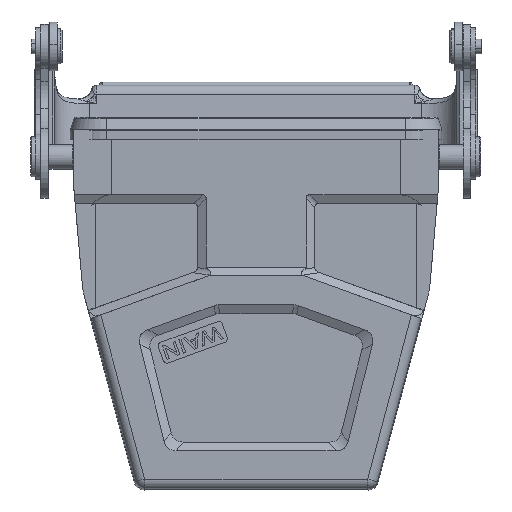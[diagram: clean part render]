
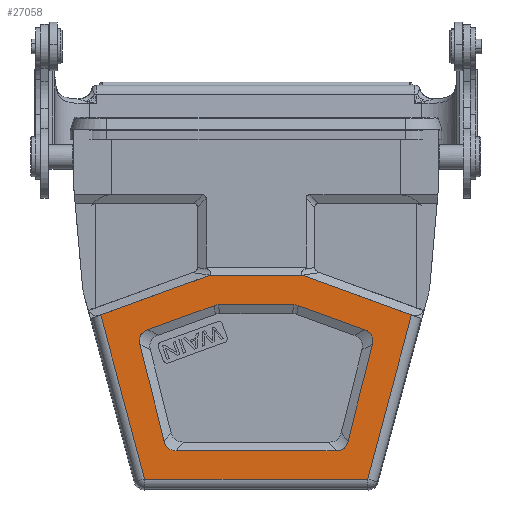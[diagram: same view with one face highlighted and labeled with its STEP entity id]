
A CAD part, front view. The second image highlights one B-rep face of the part: STEP entity #27058.
In plain terms, the highlighted planar face has unit normal (0, -1, 0).
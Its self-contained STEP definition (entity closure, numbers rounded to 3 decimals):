
#4781=DIRECTION('',(0.242,0.,-0.97));
#4782=VECTOR('',#4781,19.974);
#4783=CARTESIAN_POINT('',(-23.224,-22.5,
-42.895));
#4784=LINE('',#4783,#4782);
#4785=CARTESIAN_POINT('',(-15.977,-22.5,-64.151));
#4786=CARTESIAN_POINT('',(-16.241,-22.5,-64.151));
#4787=CARTESIAN_POINT('',(-16.726,-22.5,
-64.094));
#4788=CARTESIAN_POINT('',(-17.322,-22.5,
-63.857));
#4789=CARTESIAN_POINT('',(-17.788,-22.5,
-63.497));
#4790=CARTESIAN_POINT('',(-18.162,-22.5,
-62.984));
#4791=CARTESIAN_POINT('',(-18.335,-22.5,
-62.531));
#4792=CARTESIAN_POINT('',(-18.398,-22.5,
-62.277));
#4794=DIRECTION('',(1.,0.,0.));
#4795=VECTOR('',#4794,31.955);
#4796=CARTESIAN_POINT('',(-15.977,-22.5,-64.151));
#4797=LINE('',#4796,#4795);
#4798=CARTESIAN_POINT('',(15.977,-22.5,-64.151));
#4799=CARTESIAN_POINT('',(16.243,-22.5,-64.151));
#4800=CARTESIAN_POINT('',(16.73,-22.5,
-64.093));
#4801=CARTESIAN_POINT('',(17.327,-22.5,
-63.854));
#4802=CARTESIAN_POINT('',(17.788,-22.5,
-63.496));
#4803=CARTESIAN_POINT('',(18.162,-22.5,
-62.984));
#4804=CARTESIAN_POINT('',(18.335,-22.5,
-62.532));
#4805=CARTESIAN_POINT('',(18.398,-22.5,
-62.277));
#4807=DIRECTION('',(0.242,0.,0.97));
#4808=VECTOR('',#4807,19.974);
#4809=CARTESIAN_POINT('',(18.398,-22.5,
-62.277));
#4810=LINE('',#4809,#4808);
#4811=CARTESIAN_POINT('',(23.224,-22.5,
-42.895));
#4812=CARTESIAN_POINT('',(23.284,-22.5,
-42.656));
#4813=CARTESIAN_POINT('',(23.349,-22.5,
-42.205));
#4814=CARTESIAN_POINT('',(23.294,-22.5,
-41.596));
#4815=CARTESIAN_POINT('',(23.102,-22.5,
-41.085));
#4816=CARTESIAN_POINT('',(22.779,-22.5,
-40.639));
#4817=CARTESIAN_POINT('',(22.297,-22.5,
-40.251));
#4818=CARTESIAN_POINT('',(21.88,-22.5,
-40.052));
#4819=CARTESIAN_POINT('',(21.647,-22.5,
-39.967));
#4821=DIRECTION('',(0.94,0.,-0.342));
#4822=VECTOR('',#4821,14.082);
#4823=CARTESIAN_POINT('',(8.414,-22.5,-35.151));
#4824=LINE('',#4823,#4822);
#4825=CARTESIAN_POINT('',(8.414,-22.5,-35.151));
#4826=CARTESIAN_POINT('',(8.138,-22.5,-35.05));
#4827=CARTESIAN_POINT('',(7.853,-22.5,-35.));
#4828=CARTESIAN_POINT('',(7.559,-22.5,-35.));
#4830=DIRECTION('',(-1.,0.,0.));
#4831=VECTOR('',#4830,15.118);
#4832=CARTESIAN_POINT('',(7.559,-22.5,-35.));
#4833=LINE('',#4832,#4831);
#4834=CARTESIAN_POINT('',(-7.559,-22.5,-35.));
#4835=CARTESIAN_POINT('',(-7.853,-22.5,-35.));
#4836=CARTESIAN_POINT('',(-8.138,-22.5,-35.05));
#4837=CARTESIAN_POINT('',(-8.414,-22.5,-35.151));
#4839=DIRECTION('',(0.94,0.,0.342));
#4840=VECTOR('',#4839,14.082);
#4841=CARTESIAN_POINT('',(-21.647,-22.5,
-39.967));
#4842=LINE('',#4841,#4840);
#4843=CARTESIAN_POINT('',(-21.647,-22.5,
-39.967));
#4844=CARTESIAN_POINT('',(-21.88,-22.5,
-40.052));
#4845=CARTESIAN_POINT('',(-22.296,-22.5,
-40.251));
#4846=CARTESIAN_POINT('',(-22.779,-22.5,
-40.639));
#4847=CARTESIAN_POINT('',(-23.102,-22.5,
-41.085));
#4848=CARTESIAN_POINT('',(-23.294,-22.5,
-41.596));
#4849=CARTESIAN_POINT('',(-23.349,-22.5,
-42.204));
#4850=CARTESIAN_POINT('',(-23.284,-22.5,
-42.656));
#4851=CARTESIAN_POINT('',(-23.224,-22.5,
-42.895));
#4853=DIRECTION('',(0.259,0.,-0.966));
#4854=VECTOR('',#4853,33.969);
#4855=CARTESIAN_POINT('',(-31.065,-22.5,-37.01));
#4856=LINE('',#4855,#4854);
#4857=DIRECTION('',(0.94,0.,0.342));
#4858=VECTOR('',#4857,23.257);
#4859=CARTESIAN_POINT('',(-31.065,-22.5,-37.01));
#4860=LINE('',#4859,#4858);
#4861=DIRECTION('',(1.,0.,0.));
#4862=VECTOR('',#4861,18.42);
#4863=CARTESIAN_POINT('',(-9.21,-22.499,
-29.055));
#4864=LINE('',#4863,#4862);
#4865=DIRECTION('',(0.94,0.,-0.342));
#4866=VECTOR('',#4865,23.257);
#4867=CARTESIAN_POINT('',(9.21,-22.499,
-29.055));
#4868=LINE('',#4867,#4866);
#4869=DIRECTION('',(0.259,0.,0.966));
#4870=VECTOR('',#4869,33.969);
#4871=CARTESIAN_POINT('',(22.273,-22.5,-69.821));
#4872=LINE('',#4871,#4870);
#4873=DIRECTION('',(1.,0.,0.));
#4874=VECTOR('',#4873,44.546);
#4875=CARTESIAN_POINT('',(-22.273,-22.5,-69.821));
#4876=LINE('',#4875,#4874);
#5714=CARTESIAN_POINT('',(-31.065,-22.5,-37.01));
#6327=CARTESIAN_POINT('',(31.065,-22.5,-37.01));
#17514=CARTESIAN_POINT('',(-23.224,-22.5,
-42.895));
#17515=CARTESIAN_POINT('',(-18.398,-22.5,
-62.277));
#17516=VERTEX_POINT('',#17514);
#17517=VERTEX_POINT('',#17515);
#17518=VERTEX_POINT('',#4785);
#17519=VERTEX_POINT('',#4798);
#17520=VERTEX_POINT('',#4805);
#17521=CARTESIAN_POINT('',(23.224,-22.5,
-42.895));
#17522=VERTEX_POINT('',#17521);
#17523=VERTEX_POINT('',#4819);
#17524=CARTESIAN_POINT('',(8.414,-22.5,-35.151));
#17525=VERTEX_POINT('',#17524);
#17526=VERTEX_POINT('',#4828);
#17527=CARTESIAN_POINT('',(-7.559,-22.5,-35.));
#17528=VERTEX_POINT('',#17527);
#17529=VERTEX_POINT('',#4837);
#17530=CARTESIAN_POINT('',(-21.647,-22.5,
-39.967));
#17531=VERTEX_POINT('',#17530);
#17605=CARTESIAN_POINT('',(-9.21,-22.499,
-29.055));
#17606=CARTESIAN_POINT('',(9.21,-22.499,
-29.055));
#17607=VERTEX_POINT('',#17605);
#17608=VERTEX_POINT('',#17606);
#17722=VERTEX_POINT('',#5714);
#17723=CARTESIAN_POINT('',(-22.273,-22.5,-69.821));
#17724=VERTEX_POINT('',#17723);
#17725=CARTESIAN_POINT('',(22.273,-22.5,-69.821));
#17726=VERTEX_POINT('',#17725);
#17727=VERTEX_POINT('',#6327);
#27014=CARTESIAN_POINT('',(0.,-22.5,0.));
#27015=DIRECTION('',(0.,1.,0.));
#27016=DIRECTION('',(1.,0.,0.));
#27017=AXIS2_PLACEMENT_3D('',#27014,#27015,#27016);
#27018=PLANE('',#27017);
#27020=ORIENTED_EDGE('',*,*,#27019,.F.);
#27022=ORIENTED_EDGE('',*,*,#27021,.T.);
#27024=ORIENTED_EDGE('',*,*,#27023,.T.);
#27026=ORIENTED_EDGE('',*,*,#27025,.T.);
#27028=ORIENTED_EDGE('',*,*,#27027,.F.);
#27029=ORIENTED_EDGE('',*,*,#27005,.F.);
#27030=EDGE_LOOP('',(#27020,#27022,#27024,#27026,#27028,#27029));
#27031=FACE_OUTER_BOUND('',#27030,.F.);
#27033=ORIENTED_EDGE('',*,*,#27032,.T.);
#27035=ORIENTED_EDGE('',*,*,#27034,.F.);
#27037=ORIENTED_EDGE('',*,*,#27036,.T.);
#27039=ORIENTED_EDGE('',*,*,#27038,.T.);
#27041=ORIENTED_EDGE('',*,*,#27040,.T.);
#27043=ORIENTED_EDGE('',*,*,#27042,.T.);
#27045=ORIENTED_EDGE('',*,*,#27044,.F.);
#27047=ORIENTED_EDGE('',*,*,#27046,.T.);
#27049=ORIENTED_EDGE('',*,*,#27048,.T.);
#27051=ORIENTED_EDGE('',*,*,#27050,.T.);
#27053=ORIENTED_EDGE('',*,*,#27052,.F.);
#27055=ORIENTED_EDGE('',*,*,#27054,.T.);
#27056=EDGE_LOOP('',(#27033,#27035,#27037,#27039,#27041,#27043,#27045,#27047,
#27049,#27051,#27053,#27055));
#27057=FACE_BOUND('',#27056,.F.);
#27058=ADVANCED_FACE('',(#27031,#27057),#27018,.F.);
#4793=B_SPLINE_CURVE_WITH_KNOTS('',3,(#4785,#4786,#4787,#4788,#4789,#4790,#4791,
#4792),.UNSPECIFIED.,.F.,.F.,(4,1,1,1,1,4),(0.,0.2,0.4,0.6,0.8,1.),
.UNSPECIFIED.);
#4806=B_SPLINE_CURVE_WITH_KNOTS('',3,(#4798,#4799,#4800,#4801,#4802,#4803,#4804,
#4805),.UNSPECIFIED.,.F.,.F.,(4,1,1,1,1,4),(0.,0.2,0.4,0.6,0.8,1.),
.UNSPECIFIED.);
#4820=B_SPLINE_CURVE_WITH_KNOTS('',3,(#4811,#4812,#4813,#4814,#4815,#4816,#4817,
#4818,#4819),.UNSPECIFIED.,.F.,.F.,(4,1,1,1,1,1,4),(0.,0.167,
0.333,0.5,0.667,0.833,1.),
.UNSPECIFIED.);
#4829=B_SPLINE_CURVE_WITH_KNOTS('',3,(#4825,#4826,#4827,#4828),.UNSPECIFIED.,
.F.,.F.,(4,4),(0.,1.),.UNSPECIFIED.);
#4838=B_SPLINE_CURVE_WITH_KNOTS('',3,(#4834,#4835,#4836,#4837),.UNSPECIFIED.,
.F.,.F.,(4,4),(0.,1.),.UNSPECIFIED.);
#4852=B_SPLINE_CURVE_WITH_KNOTS('',3,(#4843,#4844,#4845,#4846,#4847,#4848,#4849,
#4850,#4851),.UNSPECIFIED.,.F.,.F.,(4,1,1,1,1,1,4),(0.,0.167,
0.333,0.5,0.667,0.833,1.),
.UNSPECIFIED.);
#27005=EDGE_CURVE('',#17724,#17726,#4876,.T.);
#27019=EDGE_CURVE('',#17722,#17724,#4856,.T.);
#27021=EDGE_CURVE('',#17722,#17607,#4860,.T.);
#27023=EDGE_CURVE('',#17607,#17608,#4864,.T.);
#27025=EDGE_CURVE('',#17608,#17727,#4868,.T.);
#27027=EDGE_CURVE('',#17726,#17727,#4872,.T.);
#27032=EDGE_CURVE('',#17516,#17517,#4784,.T.);
#27034=EDGE_CURVE('',#17518,#17517,#4793,.T.);
#27036=EDGE_CURVE('',#17518,#17519,#4797,.T.);
#27038=EDGE_CURVE('',#17519,#17520,#4806,.T.);
#27040=EDGE_CURVE('',#17520,#17522,#4810,.T.);
#27042=EDGE_CURVE('',#17522,#17523,#4820,.T.);
#27044=EDGE_CURVE('',#17525,#17523,#4824,.T.);
#27046=EDGE_CURVE('',#17525,#17526,#4829,.T.);
#27048=EDGE_CURVE('',#17526,#17528,#4833,.T.);
#27050=EDGE_CURVE('',#17528,#17529,#4838,.T.);
#27052=EDGE_CURVE('',#17531,#17529,#4842,.T.);
#27054=EDGE_CURVE('',#17531,#17516,#4852,.T.);
